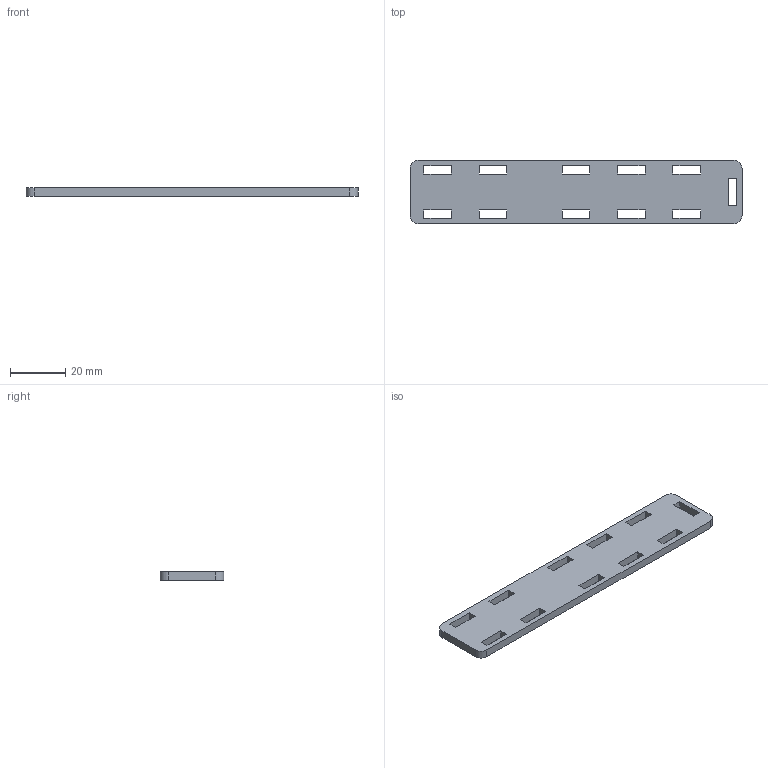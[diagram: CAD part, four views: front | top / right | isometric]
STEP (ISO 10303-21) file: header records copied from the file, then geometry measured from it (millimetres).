
FILE_DESCRIPTION(/* description */ (''),/* implementation_level */ '2;1');
FILE_NAME(/* name */ 'ear-bottom.step',/* time_stamp */ '2022-12-05T15:36:45+08:00',/* author */ (''),/* organization */ (''),/* preprocessor_version */ 'ST-DEVELOPER v19.2',/* originating_system */ 'Autodesk Translation Framework v11.17.0.187',/* authorisation */ '');
FILE_SCHEMA (('AUTOMOTIVE_DESIGN { 1 0 10303 214 3 1 1 }'));
Length unit declared in the file: millimetre
Products named in the file (1): ear-bottom
Bounding box: 120 x 23 x 3 mm (x, y, z)
Volume: 7266.8 mm3; surface area: 6545.1 mm2
Topology: 1 solids, 1 shells, 54 faces, 156 edges, 104 vertices
Faces by surface type: plane 50, cylinder 4
Entity records: 1825 total; most frequent: CARTESIAN_POINT 315, ORIENTED_EDGE 312, DIRECTION 274, EDGE_CURVE 156, LINE 148, VECTOR 148, VERTEX_POINT 104, EDGE_LOOP 76
